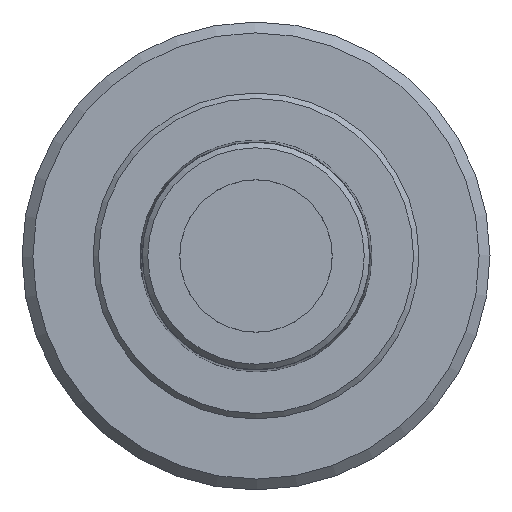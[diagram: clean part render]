
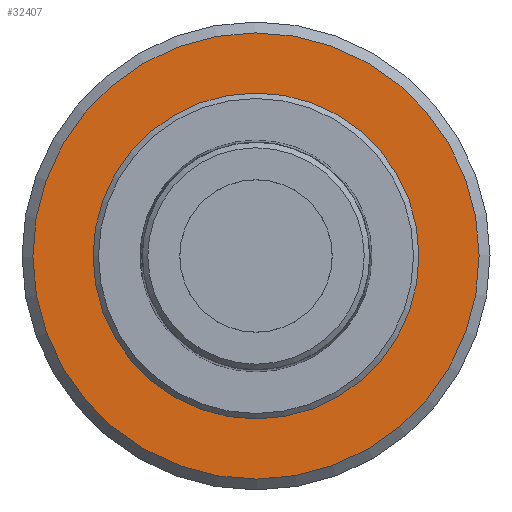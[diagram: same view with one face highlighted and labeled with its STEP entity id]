
A CAD part, left-side view. The second image highlights one B-rep face of the part: STEP entity #32407.
In plain terms, the highlighted planar face has unit normal (-1, 0, 0).
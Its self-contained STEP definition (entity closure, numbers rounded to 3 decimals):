
#779=FACE_BOUND('',#5162,.T.);
#1824=PLANE('',#34856);
#3284=FACE_OUTER_BOUND('',#5161,.T.);
#5161=EDGE_LOOP('',(#29002));
#5162=EDGE_LOOP('',(#29003));
#6163=CIRCLE('',#34854,29.532);
#6165=CIRCLE('',#34857,41.);
#15814=VERTEX_POINT('',#85936);
#15815=VERTEX_POINT('',#85941);
#20305=EDGE_CURVE('',#15814,#15814,#6163,.T.);
#20307=EDGE_CURVE('',#15815,#15815,#6165,.T.);
#29002=ORIENTED_EDGE('',*,*,#20307,.F.);
#29003=ORIENTED_EDGE('',*,*,#20305,.T.);
#32407=ADVANCED_FACE('',(#3284,#779),#1824,.T.);
#34854=AXIS2_PLACEMENT_3D('',#85938,#41811,#41812);
#34856=AXIS2_PLACEMENT_3D('',#85940,#41815,#41816);
#34857=AXIS2_PLACEMENT_3D('',#85942,#41817,#41818);
#41811=DIRECTION('center_axis',(1.,0.,0.));
#41812=DIRECTION('ref_axis',(0.,0.,-1.));
#41815=DIRECTION('center_axis',(-1.,0.,0.));
#41816=DIRECTION('ref_axis',(0.,0.,1.));
#41817=DIRECTION('center_axis',(1.,0.,0.));
#41818=DIRECTION('ref_axis',(0.,0.,-1.));
#85936=CARTESIAN_POINT('',(-17.1,0.,29.532));
#85938=CARTESIAN_POINT('Origin',(-17.1,0.,0.));
#85940=CARTESIAN_POINT('Origin',(-17.1,41.,0.));
#85941=CARTESIAN_POINT('',(-17.1,-41.,0.));
#85942=CARTESIAN_POINT('Origin',(-17.1,0.,0.));
